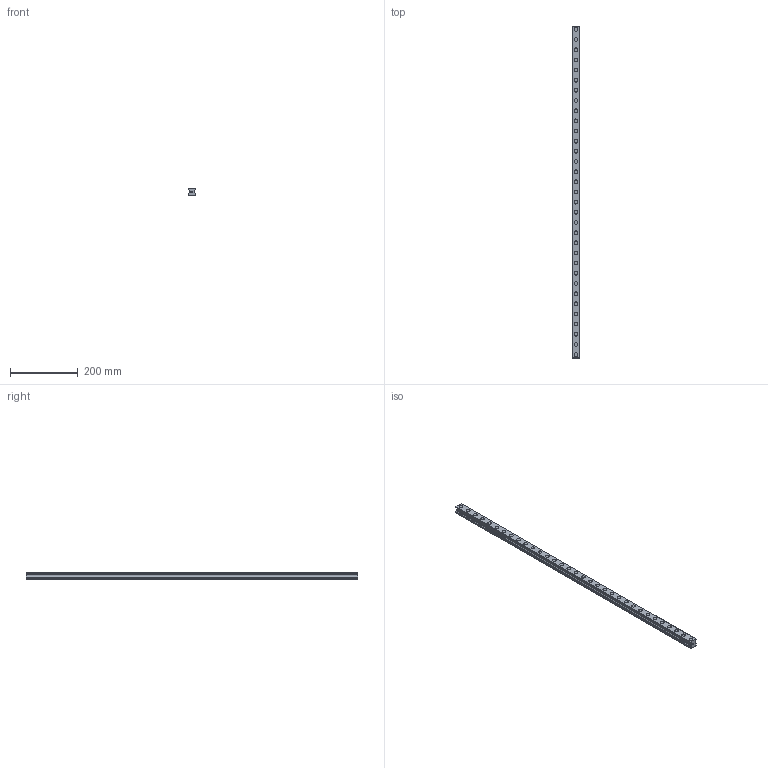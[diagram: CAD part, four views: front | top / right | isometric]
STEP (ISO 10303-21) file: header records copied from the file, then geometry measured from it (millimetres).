
FILE_DESCRIPTION(('STEP AP214'),'1');
FILE_NAME('cctmp_DC648B6B-787D-47D8-806E-F552F14A84E5_2021_03_10_11_40_41_0786..stp','2021-03-10T10:40:42',('HIWIN GmbH'),('CADClick - www.CADClick.com'),'Spatial InterOp 3D',' ','unknown authorization');
FILE_SCHEMA(('AUTOMOTIVE_DESIGN'));
Length unit declared in the file: millimetre
Products named in the file (1): RGR25R980H_FILE
Bounding box: 23 x 980 x 23.6 mm (x, y, z)
Volume: 392553.8 mm3; surface area: 122447.9 mm2
Topology: 1 solids, 1 shells, 414 faces, 927 edges, 618 vertices
Faces by surface type: cylinder 216, plane 198
Entity records: 15019 total; most frequent: DIRECTION 2189, CARTESIAN_POINT 1960, ORIENTED_EDGE 1854, EDGE_CURVE 927, AXIS2_PLACEMENT_3D 847, VERTEX_POINT 618, EDGE_LOOP 517, LINE 495
